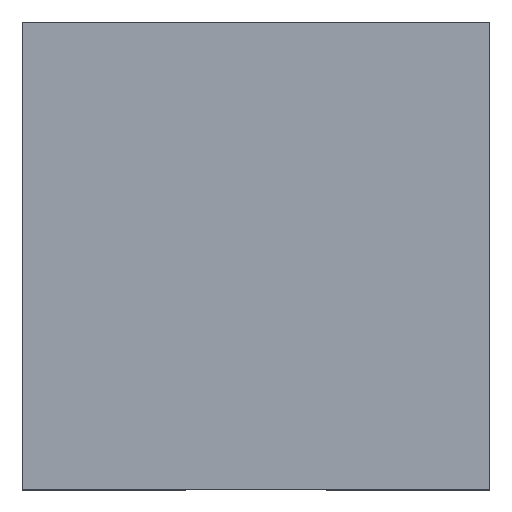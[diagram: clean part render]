
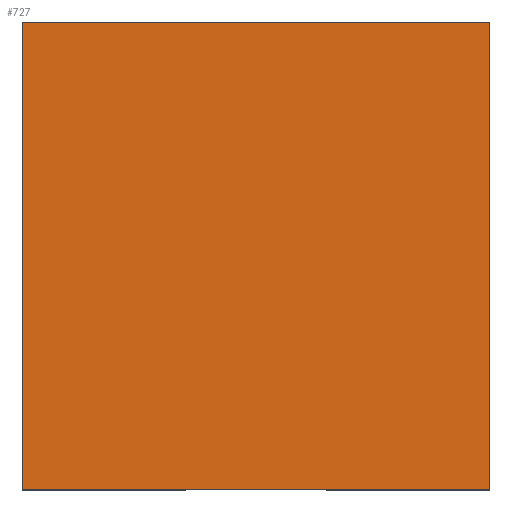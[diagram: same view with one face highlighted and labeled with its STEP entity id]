
A CAD part, top view. The second image highlights one B-rep face of the part: STEP entity #727.
In plain terms, the highlighted planar face has unit normal (0, 0, 1).
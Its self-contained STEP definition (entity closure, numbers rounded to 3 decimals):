
#39=FACE_OUTER_BOUND('',#87,.T.);
#87=EDGE_LOOP('',(#517,#518,#519,#520));
#139=LINE('',#1062,#235);
#142=LINE('',#1068,#238);
#145=LINE('',#1074,#241);
#148=LINE('',#1078,#244);
#235=VECTOR('',#864,10.);
#238=VECTOR('',#869,10.);
#241=VECTOR('',#874,10.);
#244=VECTOR('',#879,10.);
#327=VERTEX_POINT('',#1059);
#328=VERTEX_POINT('',#1061);
#330=VERTEX_POINT('',#1067);
#332=VERTEX_POINT('',#1073);
#395=EDGE_CURVE('',#328,#327,#139,.T.);
#398=EDGE_CURVE('',#330,#328,#142,.T.);
#401=EDGE_CURVE('',#332,#330,#145,.T.);
#404=EDGE_CURVE('',#327,#332,#148,.T.);
#517=ORIENTED_EDGE('',*,*,#404,.T.);
#518=ORIENTED_EDGE('',*,*,#401,.T.);
#519=ORIENTED_EDGE('',*,*,#398,.T.);
#520=ORIENTED_EDGE('',*,*,#395,.T.);
#679=PLANE('',#796);
#727=ADVANCED_FACE('',(#39),#679,.T.);
#796=AXIS2_PLACEMENT_3D('',#1079,#880,#881);
#864=DIRECTION('',(1.,0.,0.));
#869=DIRECTION('',(0.,-1.,0.));
#874=DIRECTION('',(-1.,0.,0.));
#879=DIRECTION('',(0.,1.,0.));
#880=DIRECTION('center_axis',(0.,0.,1.));
#881=DIRECTION('ref_axis',(1.,0.,0.));
#1059=CARTESIAN_POINT('',(1.,-1.,0.65));
#1061=CARTESIAN_POINT('',(-1.,-1.,0.65));
#1062=CARTESIAN_POINT('',(-1.,-1.,0.65));
#1067=CARTESIAN_POINT('',(-1.,1.,0.65));
#1068=CARTESIAN_POINT('',(-1.,0.6,0.65));
#1073=CARTESIAN_POINT('',(1.,1.,0.65));
#1074=CARTESIAN_POINT('',(1.,1.,0.65));
#1078=CARTESIAN_POINT('',(1.,-1.,0.65));
#1079=CARTESIAN_POINT('Origin',(0.,0.,0.65));
